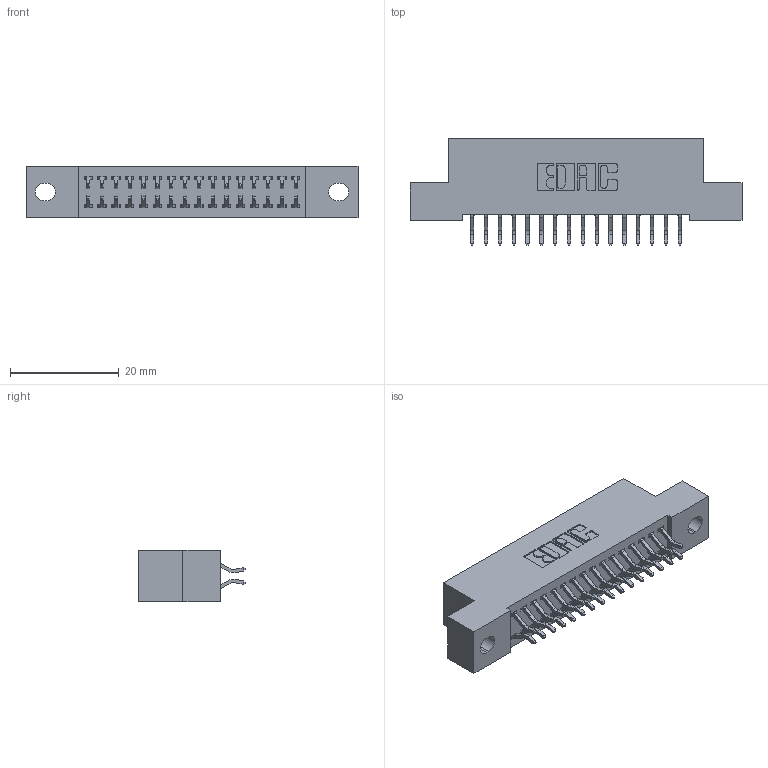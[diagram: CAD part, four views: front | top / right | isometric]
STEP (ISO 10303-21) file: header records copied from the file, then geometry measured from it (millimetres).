
FILE_DESCRIPTION (( 'STEP AP203' ), '1' );
FILE_NAME ('392-032-556-202.STEP', '2018-08-16T00:19:50', ( '' ), ( '' ), 'SwSTEP 2.0', 'SolidWorks 2016', '' );
FILE_SCHEMA (( 'CONFIG_CONTROL_DESIGN' ));
Length unit declared in the file: inch
Products named in the file (3): 342 Part_.128 Slot; 345-292-001_556 Tail; 392-032-556-202
Assembly tree (33 placements, depth 2):
  392-032-556-202
    342 Part_.128 Slot
    345-292-001_556 Tail  x32
Bounding box: 60.96 x 19.58 x 9.4 mm (x, y, z)
Volume: 5301.2 mm3; surface area: 7716.9 mm2
Topology: 33 solids, 33 shells, 1970 faces, 5847 edges, 3854 vertices
Faces by surface type: plane 1350, cylinder 620
Entity records: 13879 total; most frequent: CARTESIAN_POINT 2346, ORIENTED_EDGE 2270, DIRECTION 2039, EDGE_CURVE 1135, VECTOR 999, LINE 999, VERTEX_POINT 754, AXIS2_PLACEMENT_3D 520
